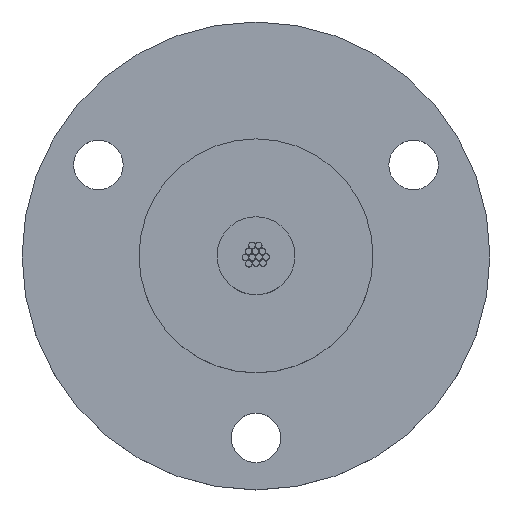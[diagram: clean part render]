
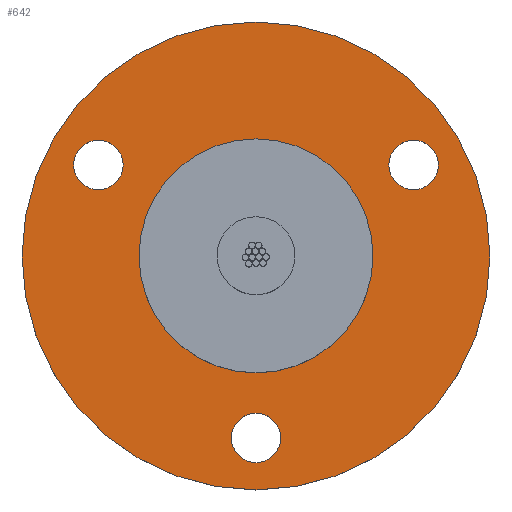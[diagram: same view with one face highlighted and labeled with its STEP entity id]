
A CAD part, top view. The second image highlights one B-rep face of the part: STEP entity #642.
In plain terms, the highlighted planar face has unit normal (0, 0, 1).
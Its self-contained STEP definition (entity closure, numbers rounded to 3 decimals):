
#47 = CARTESIAN_POINT ( 'NONE',  ( 0., 0., 2.4 ) ) ;
#73 = ORIENTED_EDGE ( 'NONE', *, *, #1740, .T. ) ;
#89 = EDGE_LOOP ( 'NONE', ( #2370, #2227 ) ) ;
#92 = AXIS2_PLACEMENT_3D ( 'NONE', #1826, #611, #2032 ) ;
#97 = ORIENTED_EDGE ( 'NONE', *, *, #2328, .F. ) ;
#106 = ORIENTED_EDGE ( 'NONE', *, *, #1959, .F. ) ;
#133 = CARTESIAN_POINT ( 'NONE',  ( 0., 0., 2.4 ) ) ;
#144 = AXIS2_PLACEMENT_3D ( 'NONE', #1549, #327, #1754 ) ;
#178 = AXIS2_PLACEMENT_3D ( 'NONE', #698, #2116, #898 ) ;
#203 = DIRECTION ( 'NONE',  ( 0., 0., 1. ) ) ;
#251 = DIRECTION ( 'NONE',  ( 1., 0., 0. ) ) ;
#267 = EDGE_CURVE ( 'NONE', #468, #1410, #1998, .T. ) ;
#277 = CARTESIAN_POINT ( 'NONE',  ( -10.224, 7., 2.4 ) ) ;
#327 = DIRECTION ( 'NONE',  ( 0., 0., 1. ) ) ;
#346 = DIRECTION ( 'NONE',  ( 0., 0., 1. ) ) ;
#446 = VERTEX_POINT ( 'NONE', #277 ) ;
#463 = DIRECTION ( 'NONE',  ( 0., 0., 1. ) ) ;
#464 = CIRCLE ( 'NONE', #178, 1.9 ) ;
#468 = VERTEX_POINT ( 'NONE', #2534 ) ;
#475 = CIRCLE ( 'NONE', #144, 18. ) ;
#503 = ORIENTED_EDGE ( 'NONE', *, *, #1005, .F. ) ;
#515 = AXIS2_PLACEMENT_3D ( 'NONE', #1870, #650, #2074 ) ;
#538 = CARTESIAN_POINT ( 'NONE',  ( 0., -14., 2.4 ) ) ;
#562 = FACE_BOUND ( 'NONE', #2417, .T. ) ;
#601 = VERTEX_POINT ( 'NONE', #2154 ) ;
#611 = DIRECTION ( 'NONE',  ( 0., 0., 1. ) ) ;
#619 = AXIS2_PLACEMENT_3D ( 'NONE', #1055, #2489, #1270 ) ;
#632 = CARTESIAN_POINT ( 'NONE',  ( 1.9, -14., 2.4 ) ) ;
#638 = AXIS2_PLACEMENT_3D ( 'NONE', #1436, #203, #1636 ) ;
#642 = ADVANCED_FACE ( 'NONE', ( #562, #2124, #1647, #1573, #1043 ), #1365, .T. ) ;
#650 = DIRECTION ( 'NONE',  ( 0., 0., 1. ) ) ;
#663 = EDGE_LOOP ( 'NONE', ( #97, #503 ) ) ;
#698 = CARTESIAN_POINT ( 'NONE',  ( 0., -14., 2.4 ) ) ;
#711 = ORIENTED_EDGE ( 'NONE', *, *, #2115, .F. ) ;
#739 = DIRECTION ( 'NONE',  ( 1., 0., 0. ) ) ;
#756 = CARTESIAN_POINT ( 'NONE',  ( 18., 0., 2.4 ) ) ;
#792 = DIRECTION ( 'NONE',  ( 0., 0., 1. ) ) ;
#861 = AXIS2_PLACEMENT_3D ( 'NONE', #133, #346, #1771 ) ;
#873 = CIRCLE ( 'NONE', #619, 9. ) ;
#898 = DIRECTION ( 'NONE',  ( 1., 0., 0. ) ) ;
#962 = CARTESIAN_POINT ( 'NONE',  ( -18., 0., 2.4 ) ) ;
#979 = CIRCLE ( 'NONE', #92, 1.9 ) ;
#1005 = EDGE_CURVE ( 'NONE', #2658, #2351, #873, .T. ) ;
#1038 = CIRCLE ( 'NONE', #1503, 1.9 ) ;
#1043 = FACE_OUTER_BOUND ( 'NONE', #1273, .T. ) ;
#1055 = CARTESIAN_POINT ( 'NONE',  ( 0., 0., 2.4 ) ) ;
#1064 = AXIS2_PLACEMENT_3D ( 'NONE', #2003, #792, #2218 ) ;
#1065 = CARTESIAN_POINT ( 'NONE',  ( 10.224, 7., 2.4 ) ) ;
#1111 = VERTEX_POINT ( 'NONE', #756 ) ;
#1115 = CARTESIAN_POINT ( 'NONE',  ( -14.024, 7., 2.4 ) ) ;
#1190 = ORIENTED_EDGE ( 'NONE', *, *, #1332, .T. ) ;
#1270 = DIRECTION ( 'NONE',  ( 1., 0., 0. ) ) ;
#1273 = EDGE_LOOP ( 'NONE', ( #73, #1190 ) ) ;
#1307 = ORIENTED_EDGE ( 'NONE', *, *, #267, .F. ) ;
#1318 = CIRCLE ( 'NONE', #515, 18. ) ;
#1332 = EDGE_CURVE ( 'NONE', #1111, #1706, #1318, .T. ) ;
#1365 = PLANE ( 'NONE',  #861 ) ;
#1410 = VERTEX_POINT ( 'NONE', #1065 ) ;
#1436 = CARTESIAN_POINT ( 'NONE',  ( 12.124, 7., 2.4 ) ) ;
#1479 = DIRECTION ( 'NONE',  ( 0., 0., 1. ) ) ;
#1502 = EDGE_CURVE ( 'NONE', #2258, #601, #464, .T. ) ;
#1503 = AXIS2_PLACEMENT_3D ( 'NONE', #538, #1955, #739 ) ;
#1530 = VERTEX_POINT ( 'NONE', #1115 ) ;
#1549 = CARTESIAN_POINT ( 'NONE',  ( 0., 0., 2.4 ) ) ;
#1573 = FACE_BOUND ( 'NONE', #663, .T. ) ;
#1636 = DIRECTION ( 'NONE',  ( -0.5, 0.866, 0. ) ) ;
#1647 = FACE_BOUND ( 'NONE', #89, .T. ) ;
#1680 = CARTESIAN_POINT ( 'NONE',  ( 12.124, 7., 2.4 ) ) ;
#1682 = CIRCLE ( 'NONE', #1064, 1.9 ) ;
#1706 = VERTEX_POINT ( 'NONE', #962 ) ;
#1740 = EDGE_CURVE ( 'NONE', #1706, #1111, #475, .T. ) ;
#1754 = DIRECTION ( 'NONE',  ( 1., 0., 0. ) ) ;
#1771 = DIRECTION ( 'NONE',  ( 1., 0., 0. ) ) ;
#1826 = CARTESIAN_POINT ( 'NONE',  ( -12.124, 7., 2.4 ) ) ;
#1857 = CIRCLE ( 'NONE', #638, 1.9 ) ;
#1870 = CARTESIAN_POINT ( 'NONE',  ( 0., 0., 2.4 ) ) ;
#1884 = DIRECTION ( 'NONE',  ( -0.5, 0.866, 0. ) ) ;
#1897 = CARTESIAN_POINT ( 'NONE',  ( -9., 0., 2.4 ) ) ;
#1955 = DIRECTION ( 'NONE',  ( 0., 0., 1. ) ) ;
#1959 = EDGE_CURVE ( 'NONE', #446, #1530, #979, .T. ) ;
#1998 = CIRCLE ( 'NONE', #2444, 1.9 ) ;
#2003 = CARTESIAN_POINT ( 'NONE',  ( -12.124, 7., 2.4 ) ) ;
#2032 = DIRECTION ( 'NONE',  ( -0.5, -0.866, 0. ) ) ;
#2071 = CARTESIAN_POINT ( 'NONE',  ( 9., 0., 2.4 ) ) ;
#2074 = DIRECTION ( 'NONE',  ( 1., 0., 0. ) ) ;
#2101 = AXIS2_PLACEMENT_3D ( 'NONE', #47, #1479, #251 ) ;
#2115 = EDGE_CURVE ( 'NONE', #1530, #446, #1682, .T. ) ;
#2116 = DIRECTION ( 'NONE',  ( 0., 0., 1. ) ) ;
#2124 = FACE_BOUND ( 'NONE', #2277, .T. ) ;
#2154 = CARTESIAN_POINT ( 'NONE',  ( -1.9, -14., 2.4 ) ) ;
#2218 = DIRECTION ( 'NONE',  ( -0.5, -0.866, 0. ) ) ;
#2227 = ORIENTED_EDGE ( 'NONE', *, *, #2463, .F. ) ;
#2254 = ORIENTED_EDGE ( 'NONE', *, *, #2574, .F. ) ;
#2258 = VERTEX_POINT ( 'NONE', #632 ) ;
#2277 = EDGE_LOOP ( 'NONE', ( #1307, #2254 ) ) ;
#2318 = CIRCLE ( 'NONE', #2101, 9. ) ;
#2328 = EDGE_CURVE ( 'NONE', #2351, #2658, #2318, .T. ) ;
#2351 = VERTEX_POINT ( 'NONE', #1897 ) ;
#2370 = ORIENTED_EDGE ( 'NONE', *, *, #1502, .F. ) ;
#2417 = EDGE_LOOP ( 'NONE', ( #106, #711 ) ) ;
#2444 = AXIS2_PLACEMENT_3D ( 'NONE', #1680, #463, #1884 ) ;
#2463 = EDGE_CURVE ( 'NONE', #601, #2258, #1038, .T. ) ;
#2489 = DIRECTION ( 'NONE',  ( 0., 0., 1. ) ) ;
#2534 = CARTESIAN_POINT ( 'NONE',  ( 14.024, 7., 2.4 ) ) ;
#2574 = EDGE_CURVE ( 'NONE', #1410, #468, #1857, .T. ) ;
#2658 = VERTEX_POINT ( 'NONE', #2071 ) ;
